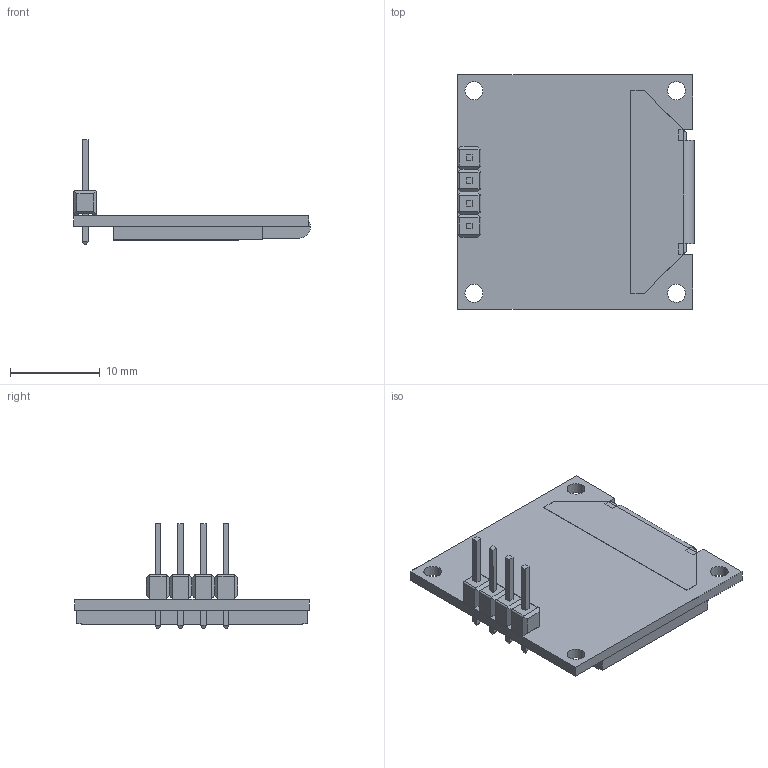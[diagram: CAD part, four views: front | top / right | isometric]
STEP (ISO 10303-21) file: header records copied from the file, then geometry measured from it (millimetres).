
FILE_DESCRIPTION(('STEP AP214'),'1');
FILE_NAME('OLED TEMU 0.96 in.stp','2023-08-14T15:00:10',(' '),(' '),'Spatial InterOp 3D',' ',' ');
FILE_SCHEMA(('automotive_design'));
Length unit declared in the file: millimetre
Products named in the file (5): OLED TEMU 0.96 in; Part2; Assembly1; brep_2; shell_1
Assembly tree (7 placements, depth 3):
  OLED TEMU 0.96 in
    Part2
    Assembly1
      brep_2  x4
      shell_1
Bounding box: 26.38 x 26.2 x 11.7 mm (x, y, z)
Volume: 1638.2 mm3; surface area: 1922.3 mm2
Topology: 6 solids, 6 shells, 174 faces, 456 edges, 294 vertices
Faces by surface type: plane 156, cylinder 18
Full cylindrical faces by diameter (mm): 0.6 x4, 2 x4
Entity records: 5810 total; most frequent: CARTESIAN_POINT 799, ORIENTED_EDGE 776, DIRECTION 748, EDGE_CURVE 388, LINE 334, VECTOR 334, VERTEX_POINT 258, AXIS2_PLACEMENT_3D 207
